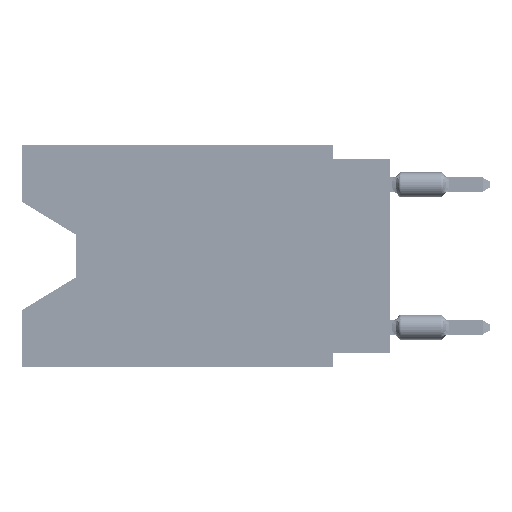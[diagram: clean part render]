
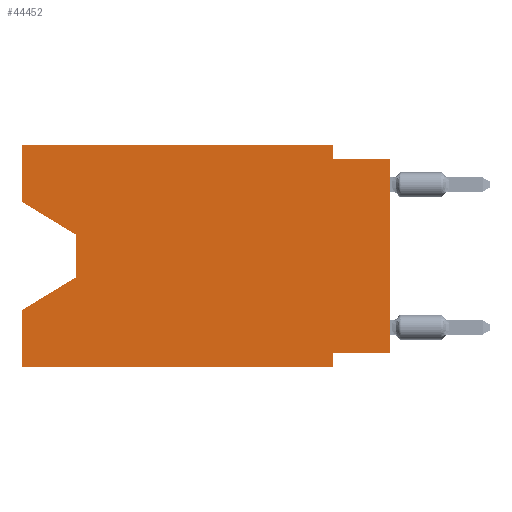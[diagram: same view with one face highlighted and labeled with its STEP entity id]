
A CAD part, left-side view. The second image highlights one B-rep face of the part: STEP entity #44452.
In plain terms, the highlighted planar face has unit normal (-1, 0, 0).
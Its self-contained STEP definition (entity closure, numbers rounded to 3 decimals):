
#1648 = EDGE_CURVE ( 'NONE', #69381, #58338, #39647, .T. ) ;
#2196 = CARTESIAN_POINT ( 'NONE',  ( 0., 16.383, 0. ) ) ;
#2617 = CARTESIAN_POINT ( 'NONE',  ( 0., 16.383, 0. ) ) ;
#2897 = VERTEX_POINT ( 'NONE', #81136 ) ;
#3530 = CARTESIAN_POINT ( 'NONE',  ( 0., 16.383, -2.546 ) ) ;
#3954 = ORIENTED_EDGE ( 'NONE', *, *, #34482, .F. ) ;
#5542 = DIRECTION ( 'NONE',  ( 0., 0., 1. ) ) ;
#7074 = CARTESIAN_POINT ( 'NONE',  ( 0., 16.383, 0. ) ) ;
#8716 = EDGE_CURVE ( 'NONE', #36684, #53732, #15870, .T. ) ;
#9914 = DIRECTION ( 'NONE',  ( 0., 1., 0. ) ) ;
#10392 = DIRECTION ( 'NONE',  ( 0., -1., 0. ) ) ;
#10450 = ORIENTED_EDGE ( 'NONE', *, *, #28390, .T. ) ;
#10954 = CARTESIAN_POINT ( 'NONE',  ( 0., 13.97, -5.893 ) ) ;
#13890 = ORIENTED_EDGE ( 'NONE', *, *, #37907, .F. ) ;
#14367 = CARTESIAN_POINT ( 'NONE',  ( 0., 13.97, -4.013 ) ) ;
#15073 = LINE ( 'NONE', #85223, #63543 ) ;
#15870 = LINE ( 'NONE', #2196, #81071 ) ;
#17635 = DIRECTION ( 'NONE',  ( 0., -0.855, -0.519 ) ) ;
#17894 = DIRECTION ( 'NONE',  ( 0., 0., 1. ) ) ;
#19667 = CARTESIAN_POINT ( 'NONE',  ( 0., 0., 0. ) ) ;
#19879 = LINE ( 'NONE', #53599, #47921 ) ;
#20331 = VECTOR ( 'NONE', #20692, 1000. ) ;
#20692 = DIRECTION ( 'NONE',  ( 0., 0., 1. ) ) ;
#21644 = DIRECTION ( 'NONE',  ( 0., 0., -1. ) ) ;
#22314 = VECTOR ( 'NONE', #59434, 1000. ) ;
#22573 = LINE ( 'NONE', #64489, #81855 ) ;
#26424 = DIRECTION ( 'NONE',  ( 0., 0.855, -0.519 ) ) ;
#28390 = EDGE_CURVE ( 'NONE', #37602, #70251, #22573, .T. ) ;
#28968 = DIRECTION ( 'NONE',  ( 0., -1., 0. ) ) ;
#28995 = EDGE_CURVE ( 'NONE', #53732, #2897, #53286, .T. ) ;
#29138 = ORIENTED_EDGE ( 'NONE', *, *, #80327, .T. ) ;
#30100 = CARTESIAN_POINT ( 'NONE',  ( 0., 0., -0.635 ) ) ;
#31401 = VECTOR ( 'NONE', #5542, 1000. ) ;
#32098 = EDGE_CURVE ( 'NONE', #34822, #34927, #40167, .T. ) ;
#33491 = EDGE_CURVE ( 'NONE', #2897, #34927, #15073, .T. ) ;
#34482 = EDGE_CURVE ( 'NONE', #37602, #58338, #53404, .T. ) ;
#34822 = VERTEX_POINT ( 'NONE', #58802 ) ;
#34927 = VERTEX_POINT ( 'NONE', #30100 ) ;
#35769 = PLANE ( 'NONE',  #45867 ) ;
#36445 = ORIENTED_EDGE ( 'NONE', *, *, #69242, .T. ) ;
#36684 = VERTEX_POINT ( 'NONE', #2617 ) ;
#37602 = VERTEX_POINT ( 'NONE', #88374 ) ;
#37907 = EDGE_CURVE ( 'NONE', #34822, #72942, #64603, .T. ) ;
#38403 = CARTESIAN_POINT ( 'NONE',  ( 0., 16.383, 0. ) ) ;
#38658 = EDGE_CURVE ( 'NONE', #66212, #36684, #55312, .T. ) ;
#39647 = LINE ( 'NONE', #10954, #68794 ) ;
#40167 = LINE ( 'NONE', #19667, #31401 ) ;
#41699 = FACE_OUTER_BOUND ( 'NONE', #52491, .T. ) ;
#44087 = CARTESIAN_POINT ( 'NONE',  ( 0., 0., -9.271 ) ) ;
#44452 = ADVANCED_FACE ( 'NONE', ( #41699 ), #35769, .F. ) ;
#45867 = AXIS2_PLACEMENT_3D ( 'NONE', #7074, #68610, #21644 ) ;
#47921 = VECTOR ( 'NONE', #74575, 1000. ) ;
#51953 = CARTESIAN_POINT ( 'NONE',  ( 0., 2.54, 0. ) ) ;
#52257 = LINE ( 'NONE', #3530, #84913 ) ;
#52491 = EDGE_LOOP ( 'NONE', ( #29138, #36445, #74546, #3954, #10450, #61647, #13890, #85366, #82931, #83352, #85962, #74337 ) ) ;
#53000 = VECTOR ( 'NONE', #60595, 1000. ) ;
#53286 = LINE ( 'NONE', #51953, #53000 ) ;
#53404 = LINE ( 'NONE', #38403, #87019 ) ;
#53599 = CARTESIAN_POINT ( 'NONE',  ( 0., 2.54, -9.906 ) ) ;
#53732 = VERTEX_POINT ( 'NONE', #61089 ) ;
#55312 = LINE ( 'NONE', #89953, #20331 ) ;
#56526 = DIRECTION ( 'NONE',  ( 0., -1., 0. ) ) ;
#57955 = CARTESIAN_POINT ( 'NONE',  ( 0., 16.383, -7.36 ) ) ;
#58338 = VERTEX_POINT ( 'NONE', #57955 ) ;
#58802 = CARTESIAN_POINT ( 'NONE',  ( 0., 0., -9.271 ) ) ;
#59434 = DIRECTION ( 'NONE',  ( 0., 0., -1. ) ) ;
#60595 = DIRECTION ( 'NONE',  ( 0., 0., -1. ) ) ;
#61089 = CARTESIAN_POINT ( 'NONE',  ( 0., 2.54, 0. ) ) ;
#61647 = ORIENTED_EDGE ( 'NONE', *, *, #73444, .F. ) ;
#63543 = VECTOR ( 'NONE', #56526, 1000. ) ;
#64025 = LINE ( 'NONE', #14367, #22314 ) ;
#64489 = CARTESIAN_POINT ( 'NONE',  ( 0., 16.383, -9.906 ) ) ;
#64603 = LINE ( 'NONE', #44087, #75552 ) ;
#66212 = VERTEX_POINT ( 'NONE', #85977 ) ;
#68064 = CARTESIAN_POINT ( 'NONE',  ( 0., 13.97, -5.893 ) ) ;
#68185 = CARTESIAN_POINT ( 'NONE',  ( 0., 2.54, -9.906 ) ) ;
#68610 = DIRECTION ( 'NONE',  ( 1., 0., 0. ) ) ;
#68794 = VECTOR ( 'NONE', #26424, 1000. ) ;
#69242 = EDGE_CURVE ( 'NONE', #75085, #69381, #64025, .T. ) ;
#69381 = VERTEX_POINT ( 'NONE', #68064 ) ;
#70251 = VERTEX_POINT ( 'NONE', #68185 ) ;
#72942 = VERTEX_POINT ( 'NONE', #80182 ) ;
#73444 = EDGE_CURVE ( 'NONE', #72942, #70251, #19879, .T. ) ;
#74337 = ORIENTED_EDGE ( 'NONE', *, *, #38658, .F. ) ;
#74546 = ORIENTED_EDGE ( 'NONE', *, *, #1648, .T. ) ;
#74575 = DIRECTION ( 'NONE',  ( 0., 0., -1. ) ) ;
#75085 = VERTEX_POINT ( 'NONE', #80950 ) ;
#75552 = VECTOR ( 'NONE', #9914, 1000. ) ;
#80182 = CARTESIAN_POINT ( 'NONE',  ( 0., 2.54, -9.271 ) ) ;
#80327 = EDGE_CURVE ( 'NONE', #66212, #75085, #52257, .T. ) ;
#80950 = CARTESIAN_POINT ( 'NONE',  ( 0., 13.97, -4.013 ) ) ;
#81071 = VECTOR ( 'NONE', #10392, 1000. ) ;
#81136 = CARTESIAN_POINT ( 'NONE',  ( 0., 2.54, -0.635 ) ) ;
#81855 = VECTOR ( 'NONE', #28968, 1000. ) ;
#82931 = ORIENTED_EDGE ( 'NONE', *, *, #33491, .F. ) ;
#83352 = ORIENTED_EDGE ( 'NONE', *, *, #28995, .F. ) ;
#84913 = VECTOR ( 'NONE', #17635, 1000. ) ;
#85223 = CARTESIAN_POINT ( 'NONE',  ( 0., 0., -0.635 ) ) ;
#85366 = ORIENTED_EDGE ( 'NONE', *, *, #32098, .T. ) ;
#85962 = ORIENTED_EDGE ( 'NONE', *, *, #8716, .F. ) ;
#85977 = CARTESIAN_POINT ( 'NONE',  ( 0., 16.383, -2.546 ) ) ;
#87019 = VECTOR ( 'NONE', #17894, 1000. ) ;
#88374 = CARTESIAN_POINT ( 'NONE',  ( 0., 16.383, -9.906 ) ) ;
#89953 = CARTESIAN_POINT ( 'NONE',  ( 0., 16.383, 0. ) ) ;
